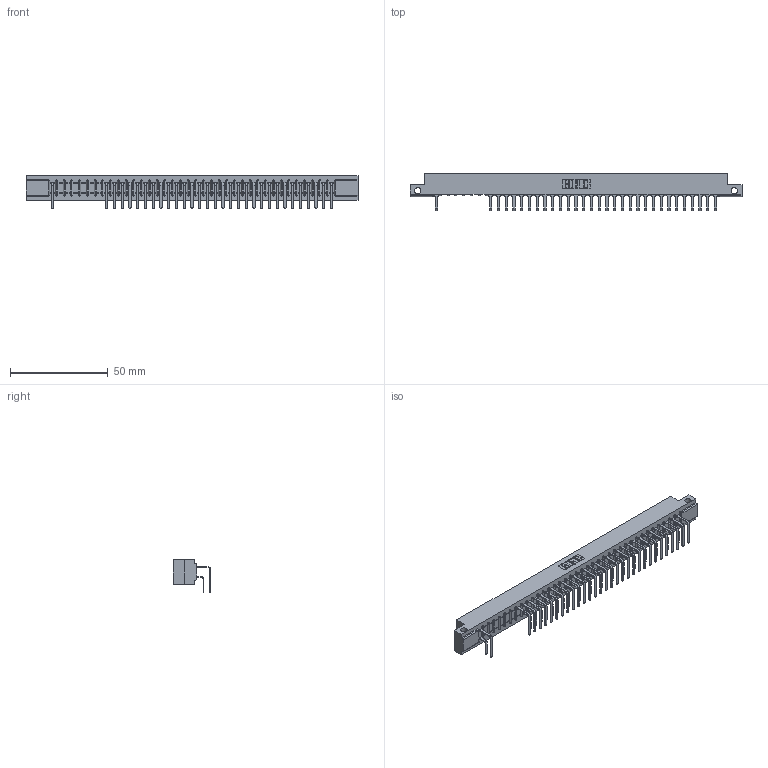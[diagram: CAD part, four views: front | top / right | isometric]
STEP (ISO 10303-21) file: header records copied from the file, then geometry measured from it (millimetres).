
FILE_DESCRIPTION (( 'STEP AP203' ), '1' );
FILE_NAME ('307-074-558-212.STEP', '2018-08-06T16:28:52', ( '' ), ( '' ), 'SwSTEP 2.0', 'SolidWorks 2016', '' );
FILE_SCHEMA (( 'CONFIG_CONTROL_DESIGN' ));
Length unit declared in the file: inch
Products named in the file (4): 307-290-001_558 - 2 (Single); 307-074-558-212; 307 Part_.128 Dia Side Mounting Holes; 307-290-001_558 559 - 1 (Single)
Assembly tree (62 placements, depth 2):
  307-074-558-212
    307 Part_.128 Dia Side Mounting Holes
    307-290-001_558 559 - 1 (Single)  x30
    307-290-001_558 - 2 (Single)  x31
Bounding box: 169.62 x 18.96 x 16.8 mm (x, y, z)
Volume: 17963.4 mm3; surface area: 22344.8 mm2
Topology: 62 solids, 62 shells, 3336 faces, 9401 edges, 6082 vertices
Faces by surface type: plane 2161, cylinder 1099, sphere 76
Entity records: 34553 total; most frequent: CARTESIAN_POINT 5710, ORIENTED_EDGE 5670, DIRECTION 5581, EDGE_CURVE 2835, VECTOR 2171, LINE 2171, VERTEX_POINT 1834, AXIS2_PLACEMENT_3D 1705
